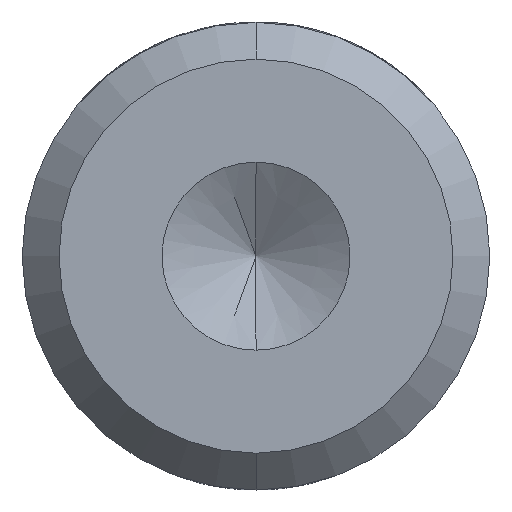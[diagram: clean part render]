
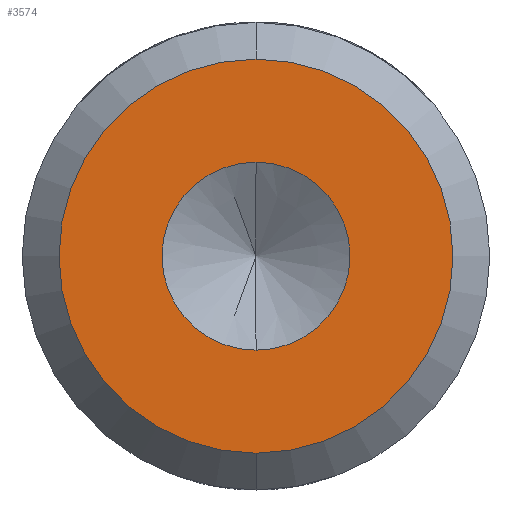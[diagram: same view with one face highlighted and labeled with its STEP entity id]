
A CAD part, front view. The second image highlights one B-rep face of the part: STEP entity #3574.
In plain terms, the highlighted planar face has unit normal (0, -1, 0).
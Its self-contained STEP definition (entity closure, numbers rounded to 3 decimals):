
#194 = FACE_BOUND ( 'NONE', #2076, .T. ) ;
#430 = CARTESIAN_POINT ( 'NONE',  ( 0., -25., -2.553 ) ) ;
#493 = EDGE_CURVE ( 'NONE', #3110, #3577, #3271, .T. ) ;
#494 = DIRECTION ( 'NONE',  ( 0., 1., 0. ) ) ;
#893 = CARTESIAN_POINT ( 'NONE',  ( 0., -25., 0. ) ) ;
#1040 = AXIS2_PLACEMENT_3D ( 'NONE', #1247, #4587, #4698 ) ;
#1114 = AXIS2_PLACEMENT_3D ( 'NONE', #4191, #2809, #3727 ) ;
#1247 = CARTESIAN_POINT ( 'NONE',  ( 0., -25., 0. ) ) ;
#1259 = AXIS2_PLACEMENT_3D ( 'NONE', #5789, #3404, #2945 ) ;
#1883 = EDGE_LOOP ( 'NONE', ( #3416, #4514 ) ) ;
#2076 = EDGE_LOOP ( 'NONE', ( #5997, #5428 ) ) ;
#2267 = CIRCLE ( 'NONE', #1040, 5.35 ) ;
#2578 = FACE_OUTER_BOUND ( 'NONE', #1883, .T. ) ;
#2809 = DIRECTION ( 'NONE',  ( 0., -1., 0. ) ) ;
#2900 = CARTESIAN_POINT ( 'NONE',  ( 0., -25., -5.35 ) ) ;
#2945 = DIRECTION ( 'NONE',  ( 0., 0., -1. ) ) ;
#2960 = DIRECTION ( 'NONE',  ( 0., 0., 1. ) ) ;
#2987 = CARTESIAN_POINT ( 'NONE',  ( 0., -25., 0. ) ) ;
#3110 = VERTEX_POINT ( 'NONE', #5249 ) ;
#3127 = AXIS2_PLACEMENT_3D ( 'NONE', #893, #494, #4291 ) ;
#3271 = CIRCLE ( 'NONE', #1259, 2.553 ) ;
#3402 = AXIS2_PLACEMENT_3D ( 'NONE', #2987, #5382, #2960 ) ;
#3404 = DIRECTION ( 'NONE',  ( 0., -1., 0. ) ) ;
#3416 = ORIENTED_EDGE ( 'NONE', *, *, #5435, .T. ) ;
#3574 = ADVANCED_FACE ( 'NONE', ( #194, #2578 ), #3744, .F. ) ;
#3577 = VERTEX_POINT ( 'NONE', #430 ) ;
#3692 = VERTEX_POINT ( 'NONE', #2900 ) ;
#3727 = DIRECTION ( 'NONE',  ( 0., 0., -1. ) ) ;
#3744 = PLANE ( 'NONE',  #3127 ) ;
#4191 = CARTESIAN_POINT ( 'NONE',  ( 0., -25., 0. ) ) ;
#4291 = DIRECTION ( 'NONE',  ( 0., 0., 1. ) ) ;
#4329 = EDGE_CURVE ( 'NONE', #3577, #3110, #5169, .T. ) ;
#4514 = ORIENTED_EDGE ( 'NONE', *, *, #5727, .T. ) ;
#4587 = DIRECTION ( 'NONE',  ( 0., -1., 0. ) ) ;
#4698 = DIRECTION ( 'NONE',  ( 0., 0., 1. ) ) ;
#5169 = CIRCLE ( 'NONE', #1114, 2.553 ) ;
#5238 = CIRCLE ( 'NONE', #3402, 5.35 ) ;
#5249 = CARTESIAN_POINT ( 'NONE',  ( 0., -25., 2.553 ) ) ;
#5382 = DIRECTION ( 'NONE',  ( 0., -1., 0. ) ) ;
#5428 = ORIENTED_EDGE ( 'NONE', *, *, #493, .F. ) ;
#5435 = EDGE_CURVE ( 'NONE', #5935, #3692, #2267, .T. ) ;
#5727 = EDGE_CURVE ( 'NONE', #3692, #5935, #5238, .T. ) ;
#5789 = CARTESIAN_POINT ( 'NONE',  ( 0., -25., 0. ) ) ;
#5935 = VERTEX_POINT ( 'NONE', #5972 ) ;
#5972 = CARTESIAN_POINT ( 'NONE',  ( 0., -25., 5.35 ) ) ;
#5997 = ORIENTED_EDGE ( 'NONE', *, *, #4329, .F. ) ;
